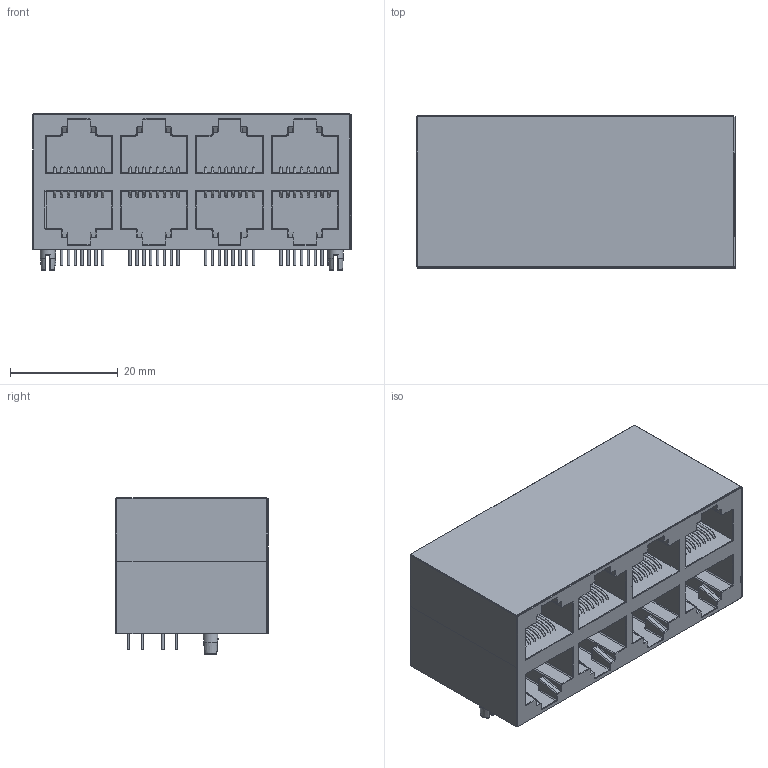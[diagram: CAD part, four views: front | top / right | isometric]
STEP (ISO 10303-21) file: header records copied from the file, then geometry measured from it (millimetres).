
FILE_DESCRIPTION(/* description */ (''),/* implementation_level */ '2;1');
FILE_NAME(/* name */ 'RJ45 x 16.step',/* time_stamp */ '2019-08-22T10:44:54+10:00',/* author */ (''),/* organization */ (''),/* preprocessor_version */ 'ST-DEVELOPER v18',/* originating_system */ 'Autodesk Translation Framework v8.6.0.1094',/* authorisation */ '');
FILE_SCHEMA (('AUTOMOTIVE_DESIGN { 1 0 10303 214 3 1 1 }'));
Length unit declared in the file: millimetre
Products named in the file (2): RJ45 x 16; Socket
Assembly tree (1 placements, depth 2):
  RJ45 x 16
    Socket
Bounding box: 59.01 x 28.22 x 29 mm (x, y, z)
Volume: 32053.1 mm3; surface area: 23173.2 mm2
Topology: 137 solids, 137 shells, 1097 faces, 2198 edges, 1383 vertices
Faces by surface type: plane 546, cylinder 329, bspline 120, sphere 58, torus 40, cone 4
Full cylindrical faces by diameter (mm): 0.2 x4, 0.45 x64, 2.8 x2
Entity records: 36697 total; most frequent: CARTESIAN_POINT 13631, DIRECTION 4963, ORIENTED_EDGE 4396, EDGE_CURVE 2198, AXIS2_PLACEMENT_3D 1913, VERTEX_POINT 1383, LINE 1137, VECTOR 1137
